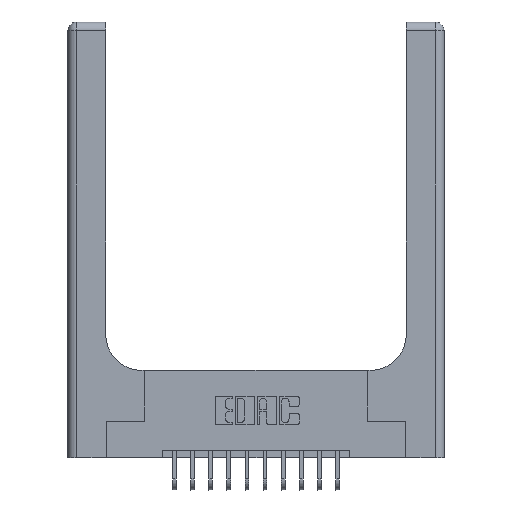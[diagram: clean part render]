
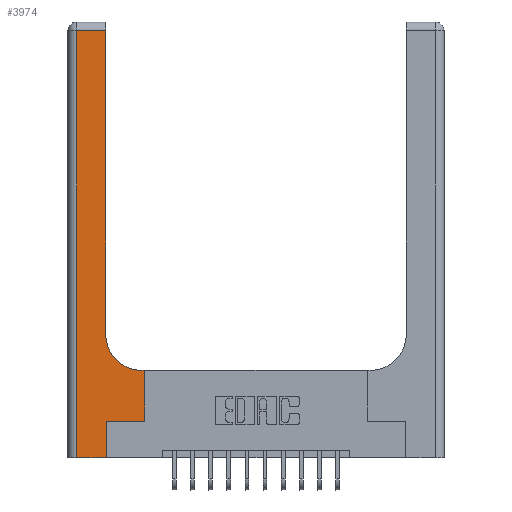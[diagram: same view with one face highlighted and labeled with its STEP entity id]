
A CAD part, top view. The second image highlights one B-rep face of the part: STEP entity #3974.
In plain terms, the highlighted planar face has unit normal (0, 0, 1).
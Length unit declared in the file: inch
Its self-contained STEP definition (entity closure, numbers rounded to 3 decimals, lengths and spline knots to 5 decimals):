
#135 = ORIENTED_EDGE ( 'NONE', *, *, #15887, .T. ) ;
#173 = ORIENTED_EDGE ( 'NONE', *, *, #13494, .T. ) ;
#506 = VECTOR ( 'NONE', #12569, 39.37008 ) ;
#777 = CARTESIAN_POINT ( 'NONE',  ( 0.51, 0.85, 0.37 ) ) ;
#1646 = LINE ( 'NONE', #11241, #8397 ) ;
#1956 = CIRCLE ( 'NONE', #17556, 0.25 ) ;
#2228 = EDGE_CURVE ( 'NONE', #11112, #10310, #17652, .T. ) ;
#2378 = EDGE_CURVE ( 'NONE', #13303, #11112, #15626, .T. ) ;
#2594 = DIRECTION ( 'NONE',  ( -1., 0., 0. ) ) ;
#2782 = VECTOR ( 'NONE', #12572, 39.37008 ) ;
#2868 = ORIENTED_EDGE ( 'NONE', *, *, #6790, .T. ) ;
#3222 = VECTOR ( 'NONE', #10214, 39.37008 ) ;
#3795 = VERTEX_POINT ( 'NONE', #4896 ) ;
#3878 = CARTESIAN_POINT ( 'NONE',  ( 0.265, 0., 0.37 ) ) ;
#3974 = ADVANCED_FACE ( 'NONE', ( #16995 ), #16623, .F. ) ;
#4141 = DIRECTION ( 'NONE',  ( 0., -1., 0. ) ) ;
#4556 = EDGE_CURVE ( 'NONE', #10625, #18197, #13075, .T. ) ;
#4761 = DIRECTION ( 'NONE',  ( -1., 0., 0. ) ) ;
#4800 = VERTEX_POINT ( 'NONE', #5034 ) ;
#4896 = CARTESIAN_POINT ( 'NONE',  ( 0.528, 0.25, 0.37 ) ) ;
#5034 = CARTESIAN_POINT ( 'NONE',  ( 0.265, 0.25, 0.37 ) ) ;
#5121 = VECTOR ( 'NONE', #5272, 39.37008 ) ;
#5272 = DIRECTION ( 'NONE',  ( 1., 0., 0. ) ) ;
#5456 = LINE ( 'NONE', #13967, #506 ) ;
#6006 = VECTOR ( 'NONE', #7849, 39.37008 ) ;
#6227 = EDGE_CURVE ( 'NONE', #4800, #3795, #11935, .T. ) ;
#6311 = EDGE_CURVE ( 'NONE', #18197, #13303, #1956, .T. ) ;
#6790 = EDGE_CURVE ( 'NONE', #16692, #7142, #11266, .T. ) ;
#6901 = CARTESIAN_POINT ( 'NONE',  ( 0., 3., 0.37 ) ) ;
#7084 = CARTESIAN_POINT ( 'NONE',  ( 0., 0., 0.37 ) ) ;
#7142 = VERTEX_POINT ( 'NONE', #3878 ) ;
#7675 = DIRECTION ( 'NONE',  ( 0., 0., -1. ) ) ;
#7816 = CARTESIAN_POINT ( 'NONE',  ( 0.06, 2.94, 0.37 ) ) ;
#7849 = DIRECTION ( 'NONE',  ( -1., 0., 0. ) ) ;
#8013 = EDGE_LOOP ( 'NONE', ( #11907, #16377, #173, #2868, #10504, #12867, #135, #10868, #14859 ) ) ;
#8312 = CARTESIAN_POINT ( 'NONE',  ( 0.26, 3., 0.37 ) ) ;
#8397 = VECTOR ( 'NONE', #4141, 39.37008 ) ;
#8894 = CARTESIAN_POINT ( 'NONE',  ( 0.26, 2.94, 0.37 ) ) ;
#8917 = CARTESIAN_POINT ( 'NONE',  ( 0.528, 0.6, 0.37 ) ) ;
#9445 = CARTESIAN_POINT ( 'NONE',  ( 0.265, 0.25, 0.37 ) ) ;
#10214 = DIRECTION ( 'NONE',  ( 0., 1., 0. ) ) ;
#10310 = VERTEX_POINT ( 'NONE', #7816 ) ;
#10504 = ORIENTED_EDGE ( 'NONE', *, *, #17615, .T. ) ;
#10625 = VERTEX_POINT ( 'NONE', #8917 ) ;
#10868 = ORIENTED_EDGE ( 'NONE', *, *, #4556, .T. ) ;
#11112 = VERTEX_POINT ( 'NONE', #8894 ) ;
#11241 = CARTESIAN_POINT ( 'NONE',  ( 0.06, 3., 0.37 ) ) ;
#11266 = LINE ( 'NONE', #7084, #5121 ) ;
#11907 = ORIENTED_EDGE ( 'NONE', *, *, #2378, .T. ) ;
#11935 = LINE ( 'NONE', #9445, #15681 ) ;
#12197 = CARTESIAN_POINT ( 'NONE',  ( 0., 2.94, 0.37 ) ) ;
#12569 = DIRECTION ( 'NONE',  ( 0., 1., 0. ) ) ;
#12572 = DIRECTION ( 'NONE',  ( 0., 1., 0. ) ) ;
#12867 = ORIENTED_EDGE ( 'NONE', *, *, #6227, .T. ) ;
#13075 = LINE ( 'NONE', #15868, #17165 ) ;
#13207 = CARTESIAN_POINT ( 'NONE',  ( 0.26, 0.85, 0.37 ) ) ;
#13303 = VERTEX_POINT ( 'NONE', #13207 ) ;
#13339 = DIRECTION ( 'NONE',  ( 1., 0., 0. ) ) ;
#13494 = EDGE_CURVE ( 'NONE', #10310, #16692, #1646, .T. ) ;
#13967 = CARTESIAN_POINT ( 'NONE',  ( 0.528, 0.25, 0.37 ) ) ;
#13977 = CARTESIAN_POINT ( 'NONE',  ( 0.51, 0.6, 0.37 ) ) ;
#14447 = CARTESIAN_POINT ( 'NONE',  ( 0.06, 0., 0.37 ) ) ;
#14568 = CARTESIAN_POINT ( 'NONE',  ( 0.265, 0., 0.37 ) ) ;
#14859 = ORIENTED_EDGE ( 'NONE', *, *, #6311, .T. ) ;
#15103 = AXIS2_PLACEMENT_3D ( 'NONE', #6901, #15337, #2594 ) ;
#15337 = DIRECTION ( 'NONE',  ( 0., 0., -1. ) ) ;
#15626 = LINE ( 'NONE', #8312, #2782 ) ;
#15681 = VECTOR ( 'NONE', #17578, 39.37008 ) ;
#15868 = CARTESIAN_POINT ( 'NONE',  ( 0.26, 0.6, 0.37 ) ) ;
#15887 = EDGE_CURVE ( 'NONE', #3795, #10625, #5456, .T. ) ;
#16377 = ORIENTED_EDGE ( 'NONE', *, *, #2228, .T. ) ;
#16623 = PLANE ( 'NONE',  #15103 ) ;
#16692 = VERTEX_POINT ( 'NONE', #14447 ) ;
#16995 = FACE_OUTER_BOUND ( 'NONE', #8013, .T. ) ;
#17061 = LINE ( 'NONE', #14568, #3222 ) ;
#17165 = VECTOR ( 'NONE', #4761, 39.37008 ) ;
#17556 = AXIS2_PLACEMENT_3D ( 'NONE', #777, #7675, #13339 ) ;
#17578 = DIRECTION ( 'NONE',  ( 1., 0., 0. ) ) ;
#17615 = EDGE_CURVE ( 'NONE', #7142, #4800, #17061, .T. ) ;
#17652 = LINE ( 'NONE', #12197, #6006 ) ;
#18197 = VERTEX_POINT ( 'NONE', #13977 ) ;
